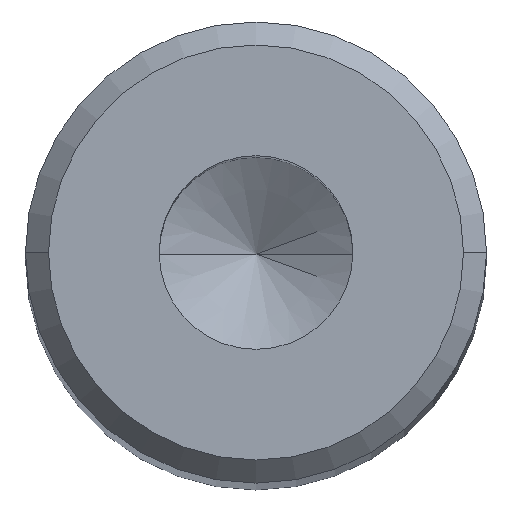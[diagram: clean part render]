
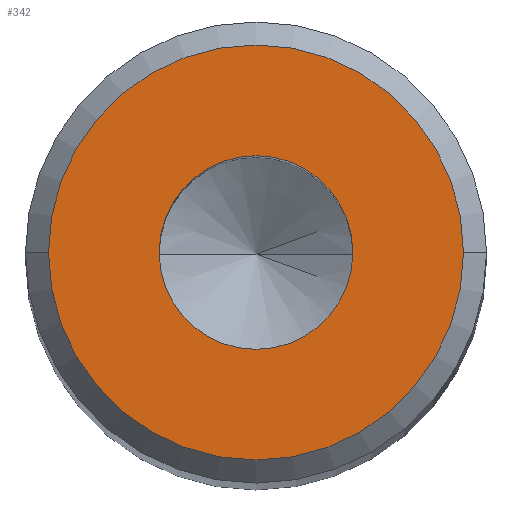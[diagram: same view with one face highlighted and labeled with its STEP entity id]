
A CAD part, top view. The second image highlights one B-rep face of the part: STEP entity #342.
In plain terms, the highlighted planar face has unit normal (0, 0, 1).
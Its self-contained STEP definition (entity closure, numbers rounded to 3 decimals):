
#6 = ORIENTED_EDGE ( 'NONE', *, *, #280, .T. ) ;
#11 = CARTESIAN_POINT ( 'NONE',  ( 0., 0., 86.4 ) ) ;
#13 = DIRECTION ( 'NONE',  ( 0., 0., 1. ) ) ;
#18 = EDGE_LOOP ( 'NONE', ( #355, #6 ) ) ;
#27 = VERTEX_POINT ( 'NONE', #361 ) ;
#29 = AXIS2_PLACEMENT_3D ( 'NONE', #458, #332, #66 ) ;
#52 = CARTESIAN_POINT ( 'NONE',  ( 0., 0., 86.4 ) ) ;
#55 = DIRECTION ( 'NONE',  ( 1., 0., 0. ) ) ;
#58 = DIRECTION ( 'NONE',  ( 0., 0., 1. ) ) ;
#66 = DIRECTION ( 'NONE',  ( 1., 0., 0. ) ) ;
#127 = CARTESIAN_POINT ( 'NONE',  ( 0., 0., 86.4 ) ) ;
#130 = DIRECTION ( 'NONE',  ( 1., 0., 0. ) ) ;
#135 = CIRCLE ( 'NONE', #174, 4.5 ) ;
#142 = CARTESIAN_POINT ( 'NONE',  ( -2.1, 0., 86.4 ) ) ;
#164 = ORIENTED_EDGE ( 'NONE', *, *, #395, .F. ) ;
#166 = EDGE_CURVE ( 'NONE', #441, #290, #307, .T. ) ;
#170 = CARTESIAN_POINT ( 'NONE',  ( 2.1, 0., 86.4 ) ) ;
#174 = AXIS2_PLACEMENT_3D ( 'NONE', #52, #13, #175 ) ;
#175 = DIRECTION ( 'NONE',  ( 1., 0., 0. ) ) ;
#200 = DIRECTION ( 'NONE',  ( 1., 0., 0. ) ) ;
#232 = AXIS2_PLACEMENT_3D ( 'NONE', #127, #398, #55 ) ;
#271 = CARTESIAN_POINT ( 'NONE',  ( 0., 0., 86.4 ) ) ;
#280 = EDGE_CURVE ( 'NONE', #27, #325, #455, .T. ) ;
#290 = VERTEX_POINT ( 'NONE', #170 ) ;
#303 = ORIENTED_EDGE ( 'NONE', *, *, #166, .F. ) ;
#304 = AXIS2_PLACEMENT_3D ( 'NONE', #11, #58, #130 ) ;
#307 = CIRCLE ( 'NONE', #478, 2.1 ) ;
#323 = FACE_BOUND ( 'NONE', #396, .T. ) ;
#325 = VERTEX_POINT ( 'NONE', #360 ) ;
#332 = DIRECTION ( 'NONE',  ( 0., 0., 1. ) ) ;
#342 = ADVANCED_FACE ( 'NONE', ( #394, #323 ), #481, .T. ) ;
#355 = ORIENTED_EDGE ( 'NONE', *, *, #380, .T. ) ;
#360 = CARTESIAN_POINT ( 'NONE',  ( -4.5, 0., 86.4 ) ) ;
#361 = CARTESIAN_POINT ( 'NONE',  ( 4.5, 0., 86.4 ) ) ;
#364 = CIRCLE ( 'NONE', #29, 2.1 ) ;
#380 = EDGE_CURVE ( 'NONE', #325, #27, #135, .T. ) ;
#394 = FACE_OUTER_BOUND ( 'NONE', #18, .T. ) ;
#395 = EDGE_CURVE ( 'NONE', #290, #441, #364, .T. ) ;
#396 = EDGE_LOOP ( 'NONE', ( #164, #303 ) ) ;
#398 = DIRECTION ( 'NONE',  ( 0., 0., 1. ) ) ;
#441 = VERTEX_POINT ( 'NONE', #142 ) ;
#455 = CIRCLE ( 'NONE', #232, 4.5 ) ;
#458 = CARTESIAN_POINT ( 'NONE',  ( 0., 0., 86.4 ) ) ;
#471 = DIRECTION ( 'NONE',  ( 0., 0., 1. ) ) ;
#478 = AXIS2_PLACEMENT_3D ( 'NONE', #271, #471, #200 ) ;
#481 = PLANE ( 'NONE',  #304 ) ;
